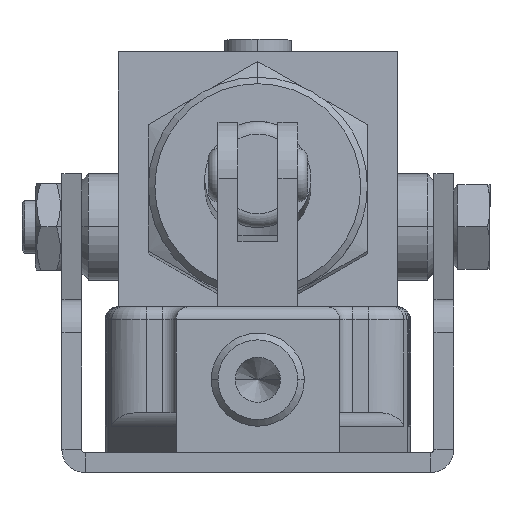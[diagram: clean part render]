
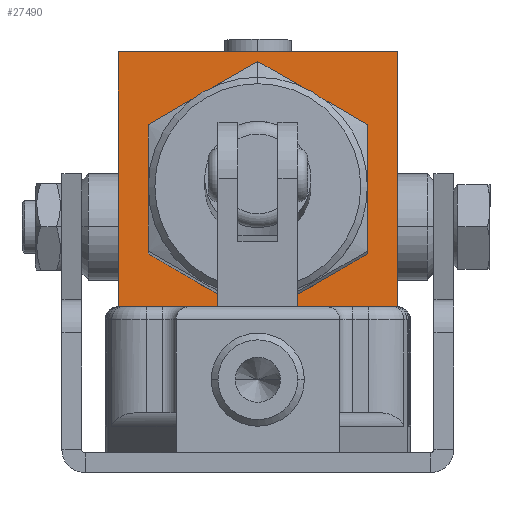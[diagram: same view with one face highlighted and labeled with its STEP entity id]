
A CAD part, left-side view. The second image highlights one B-rep face of the part: STEP entity #27490.
In plain terms, the highlighted face is planar.
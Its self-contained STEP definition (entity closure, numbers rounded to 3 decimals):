
#4044 = AXIS2_PLACEMENT_3D ( 'NONE', #23477, #23487, #23488 ) ;
#7229 = ORIENTED_EDGE ( 'NONE', *, *, #11739, .F. ) ;
#7231 = ORIENTED_EDGE ( 'NONE', *, *, #11777, .F. ) ;
#7233 = ORIENTED_EDGE ( 'NONE', *, *, #11778, .T. ) ;
#7235 = ORIENTED_EDGE ( 'NONE', *, *, #11779, .F. ) ;
#7237 = ORIENTED_EDGE ( 'NONE', *, *, #11780, .F. ) ;
#7239 = ORIENTED_EDGE ( 'NONE', *, *, #11759, .T. ) ;
#11739 = EDGE_CURVE ( 'NONE', #27800, #27803, #16387, .T. ) ;
#11759 = EDGE_CURVE ( 'NONE', #27822, #27818, #16441, .T. ) ;
#11777 = EDGE_CURVE ( 'NONE', #27803, #27800, #16500, .T. ) ;
#11778 = EDGE_CURVE ( 'NONE', #27818, #27824, #16502, .T. ) ;
#11779 = EDGE_CURVE ( 'NONE', #27828, #27824, #16504, .T. ) ;
#11780 = EDGE_CURVE ( 'NONE', #27822, #27828, #16473, .T. ) ;
#13014 = FACE_BOUND ( 'NONE', #21383, .T. ) ;
#13017 = FACE_OUTER_BOUND ( 'NONE', #21345, .T. ) ;
#13761 = CARTESIAN_POINT ( 'NONE',  ( 20.6, 0., 0. ) ) ;
#13762 = DIRECTION ( 'NONE',  ( -1., 0., 0. ) ) ;
#13763 = DIRECTION ( 'NONE',  ( 0., 0., 1. ) ) ;
#13803 = CARTESIAN_POINT ( 'NONE',  ( 20.6, 21., -21. ) ) ;
#13808 = DIRECTION ( 'NONE',  ( 0., -1., 0. ) ) ;
#13850 = CARTESIAN_POINT ( 'NONE',  ( 20.6, -21., -21. ) ) ;
#13851 = DIRECTION ( 'NONE',  ( 0., 0., 1. ) ) ;
#13856 = CARTESIAN_POINT ( 'NONE',  ( 20.6, 21., -21. ) ) ;
#13857 = CARTESIAN_POINT ( 'NONE',  ( 20.6, 0., 0. ) ) ;
#13858 = DIRECTION ( 'NONE',  ( -1., 0., 0. ) ) ;
#13859 = DIRECTION ( 'NONE',  ( 0., 0., 1. ) ) ;
#13860 = CARTESIAN_POINT ( 'NONE',  ( 20.6, 21., 21. ) ) ;
#13862 = DIRECTION ( 'NONE',  ( 0., -1., 0. ) ) ;
#13863 = DIRECTION ( 'NONE',  ( 0., 0., 1. ) ) ;
#14833 = CARTESIAN_POINT ( 'NONE',  ( 20.6, 0., 16.5 ) ) ;
#14839 = CARTESIAN_POINT ( 'NONE',  ( 20.6, 0., -16.5 ) ) ;
#14867 = CARTESIAN_POINT ( 'NONE',  ( 20.6, -21., -21. ) ) ;
#14874 = CARTESIAN_POINT ( 'NONE',  ( 20.6, 21., -21. ) ) ;
#14878 = CARTESIAN_POINT ( 'NONE',  ( 20.6, -21., 21. ) ) ;
#14885 = CARTESIAN_POINT ( 'NONE',  ( 20.6, 21., 21. ) ) ;
#16387 = CIRCLE ( 'NONE', #29046, 16.5 ) ;
#16441 = LINE ( 'NONE', #13803, #16458 ) ;
#16458 = VECTOR ( 'NONE', #13808, 1000. ) ;
#16473 = LINE ( 'NONE', #13856, #16512 ) ;
#16500 = CIRCLE ( 'NONE', #29065, 16.5 ) ;
#16502 = LINE ( 'NONE', #13850, #16507 ) ;
#16504 = LINE ( 'NONE', #13860, #16510 ) ;
#16507 = VECTOR ( 'NONE', #13851, 1000. ) ;
#16510 = VECTOR ( 'NONE', #13862, 1000. ) ;
#16512 = VECTOR ( 'NONE', #13863, 1000. ) ;
#21345 = EDGE_LOOP ( 'NONE', ( #7233, #7235, #7237, #7239 ) ) ;
#21383 = EDGE_LOOP ( 'NONE', ( #7229, #7231 ) ) ;
#23477 = CARTESIAN_POINT ( 'NONE',  ( 20.6, 16.5, 0. ) ) ;
#23485 = PLANE ( 'NONE',  #4044 ) ;
#23487 = DIRECTION ( 'NONE',  ( 1., 0., 0. ) ) ;
#23488 = DIRECTION ( 'NONE',  ( 0., 0., -1. ) ) ;
#27490 = ADVANCED_FACE ( 'NONE', ( #13014, #13017 ), #23485, .F. ) ;
#27800 = VERTEX_POINT ( 'NONE', #14833 ) ;
#27803 = VERTEX_POINT ( 'NONE', #14839 ) ;
#27818 = VERTEX_POINT ( 'NONE', #14867 ) ;
#27822 = VERTEX_POINT ( 'NONE', #14874 ) ;
#27824 = VERTEX_POINT ( 'NONE', #14878 ) ;
#27828 = VERTEX_POINT ( 'NONE', #14885 ) ;
#29046 = AXIS2_PLACEMENT_3D ( 'NONE', #13761, #13762, #13763 ) ;
#29065 = AXIS2_PLACEMENT_3D ( 'NONE', #13857, #13858, #13859 ) ;
